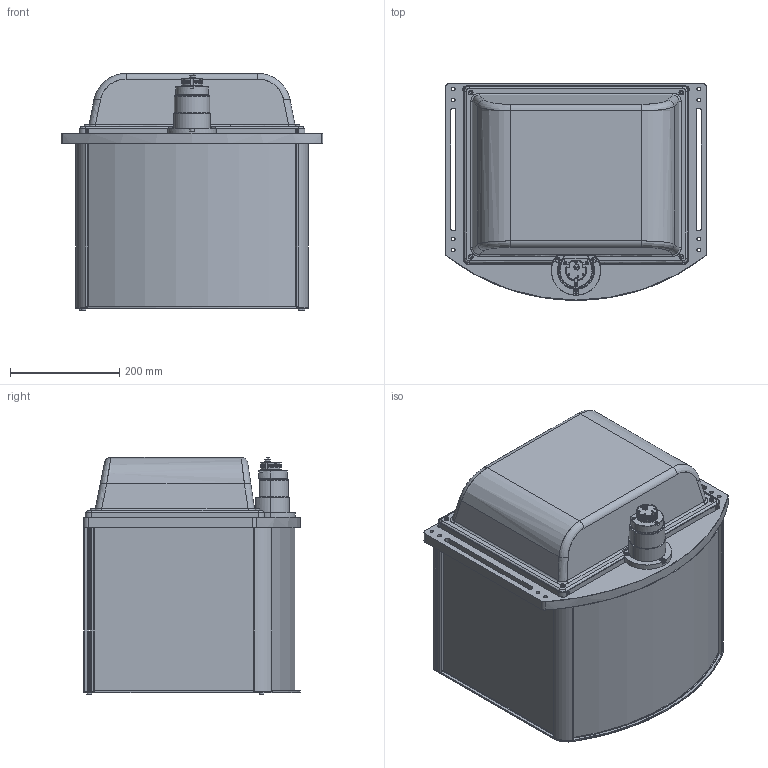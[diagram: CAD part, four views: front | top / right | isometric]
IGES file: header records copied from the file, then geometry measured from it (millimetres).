
Start section: SolidWorks IGES file using analytic representation for surfaces
Global section: file name: DP28605_LTCLCP260-G.igs; native system: SolidWorks 2018; preprocessor: SolidWorks 2018; author: ccharly; date: 190926.122136; units: millimetre
Bounding box: 480 x 396.7 x 434.5 mm (x, y, z)
Surface area: 1184332.2 mm2 (no closed solid volume)
Topology: 0 solids, 0 shells, 509 faces, 7533 edges, 7533 vertices
Faces by surface type: bspline 270, revolution 239
